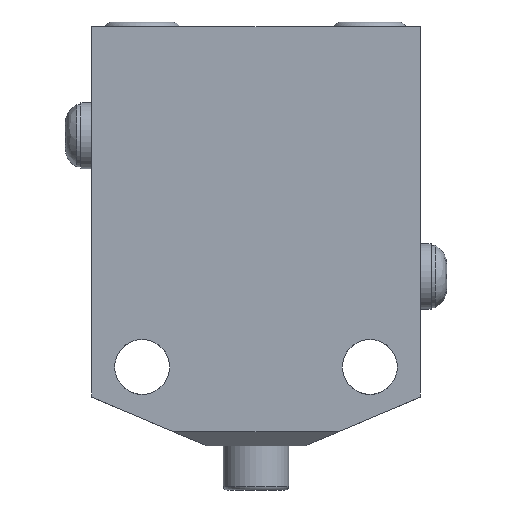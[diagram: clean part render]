
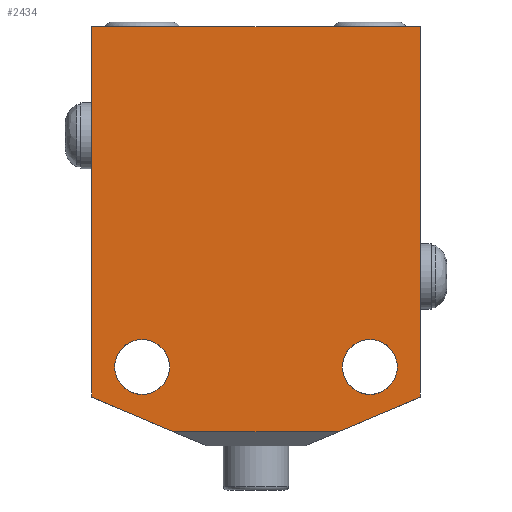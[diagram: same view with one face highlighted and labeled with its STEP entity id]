
A CAD part, front view. The second image highlights one B-rep face of the part: STEP entity #2434.
In plain terms, the highlighted planar face has unit normal (0, -1, 0).
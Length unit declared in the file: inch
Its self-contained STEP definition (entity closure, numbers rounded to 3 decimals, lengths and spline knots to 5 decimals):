
#284=CARTESIAN_POINT('',(-0.43307,-0.313,0.3));
#285=DIRECTION('',(0.,-1.,0.));
#286=DIRECTION('',(-1.,0.,0.));
#287=AXIS2_PLACEMENT_3D('',#284,#285,#286);
#289=CARTESIAN_POINT('',(-0.43307,-0.313,0.3));
#290=DIRECTION('',(0.,-1.,0.));
#291=DIRECTION('',(1.,0.,0.));
#292=AXIS2_PLACEMENT_3D('',#289,#290,#291);
#294=CARTESIAN_POINT('',(0.43307,-0.313,0.3));
#295=DIRECTION('',(0.,-1.,0.));
#296=DIRECTION('',(-1.,0.,0.));
#297=AXIS2_PLACEMENT_3D('',#294,#295,#296);
#299=CARTESIAN_POINT('',(0.43307,-0.313,0.3));
#300=DIRECTION('',(0.,-1.,0.));
#301=DIRECTION('',(1.,0.,0.));
#302=AXIS2_PLACEMENT_3D('',#299,#300,#301);
#304=DIRECTION('',(1.,0.,0.));
#305=VECTOR('',#304,0.626);
#306=CARTESIAN_POINT('',(-0.313,-0.313,0.05327));
#307=LINE('',#306,#305);
#308=DIRECTION('',(0.921,0.,-0.391));
#309=VECTOR('',#308,0.33894);
#310=CARTESIAN_POINT('',(-0.625,-0.313,0.18571));
#311=LINE('',#310,#309);
#312=DIRECTION('',(0.,0.,1.));
#313=VECTOR('',#312,1.40829);
#314=CARTESIAN_POINT('',(-0.625,-0.313,0.18571));
#315=LINE('',#314,#313);
#316=DIRECTION('',(0.921,0.,0.391));
#317=VECTOR('',#316,0.33894);
#318=CARTESIAN_POINT('',(0.313,-0.313,0.05327));
#319=LINE('',#318,#317);
#604=DIRECTION('',(0.,0.,1.));
#605=VECTOR('',#604,1.40829);
#606=CARTESIAN_POINT('',(0.625,-0.313,0.18571));
#607=LINE('',#606,#605);
#670=DIRECTION('',(1.,0.,0.));
#671=VECTOR('',#670,1.25);
#672=CARTESIAN_POINT('',(-0.625,-0.313,1.594));
#673=LINE('',#672,#671);
#1811=CARTESIAN_POINT('',(-0.625,-0.313,1.594));
#1813=VERTEX_POINT('',#1811);
#1814=CARTESIAN_POINT('',(0.625,-0.313,1.594));
#1815=VERTEX_POINT('',#1814);
#1882=CARTESIAN_POINT('',(-0.53757,-0.313,0.3));
#1883=CARTESIAN_POINT('',(-0.32857,-0.313,0.3));
#1884=VERTEX_POINT('',#1882);
#1885=VERTEX_POINT('',#1883);
#1894=CARTESIAN_POINT('',(0.32857,-0.313,0.3));
#1895=CARTESIAN_POINT('',(0.53757,-0.313,0.3));
#1896=VERTEX_POINT('',#1894);
#1897=VERTEX_POINT('',#1895);
#1907=CARTESIAN_POINT('',(-0.625,-0.313,0.18571));
#1909=VERTEX_POINT('',#1907);
#1910=CARTESIAN_POINT('',(0.625,-0.313,0.18571));
#1912=VERTEX_POINT('',#1910);
#2146=CARTESIAN_POINT('',(-0.313,-0.313,0.05327));
#2147=CARTESIAN_POINT('',(0.313,-0.313,0.05327));
#2148=VERTEX_POINT('',#2146);
#2149=VERTEX_POINT('',#2147);
#2405=CARTESIAN_POINT('',(-0.625,-0.313,0.));
#2406=DIRECTION('',(0.,-1.,0.));
#2407=DIRECTION('',(1.,0.,0.));
#2408=AXIS2_PLACEMENT_3D('',#2405,#2406,#2407);
#2409=PLANE('',#2408);
#2411=ORIENTED_EDGE('',*,*,#2410,.F.);
#2413=ORIENTED_EDGE('',*,*,#2412,.F.);
#2415=ORIENTED_EDGE('',*,*,#2414,.T.);
#2417=ORIENTED_EDGE('',*,*,#2416,.T.);
#2419=ORIENTED_EDGE('',*,*,#2418,.F.);
#2420=ORIENTED_EDGE('',*,*,#2338,.F.);
#2421=EDGE_LOOP('',(#2411,#2413,#2415,#2417,#2419,#2420));
#2422=FACE_OUTER_BOUND('',#2421,.F.);
#2423=ORIENTED_EDGE('',*,*,#2379,.T.);
#2425=ORIENTED_EDGE('',*,*,#2424,.T.);
#2426=EDGE_LOOP('',(#2423,#2425));
#2427=FACE_BOUND('',#2426,.F.);
#2429=ORIENTED_EDGE('',*,*,#2428,.T.);
#2431=ORIENTED_EDGE('',*,*,#2430,.T.);
#2432=EDGE_LOOP('',(#2429,#2431));
#2433=FACE_BOUND('',#2432,.F.);
#288=CIRCLE('',#287,0.1045);
#293=CIRCLE('',#292,0.1045);
#298=CIRCLE('',#297,0.1045);
#303=CIRCLE('',#302,0.1045);
#2338=EDGE_CURVE('',#2149,#1912,#319,.T.);
#2379=EDGE_CURVE('',#1896,#1897,#298,.T.);
#2410=EDGE_CURVE('',#2148,#2149,#307,.T.);
#2412=EDGE_CURVE('',#1909,#2148,#311,.T.);
#2414=EDGE_CURVE('',#1909,#1813,#315,.T.);
#2416=EDGE_CURVE('',#1813,#1815,#673,.T.);
#2418=EDGE_CURVE('',#1912,#1815,#607,.T.);
#2424=EDGE_CURVE('',#1897,#1896,#303,.T.);
#2428=EDGE_CURVE('',#1884,#1885,#288,.T.);
#2430=EDGE_CURVE('',#1885,#1884,#293,.T.);
#2434=ADVANCED_FACE('',(#2422,#2427,#2433),#2409,.T.);
